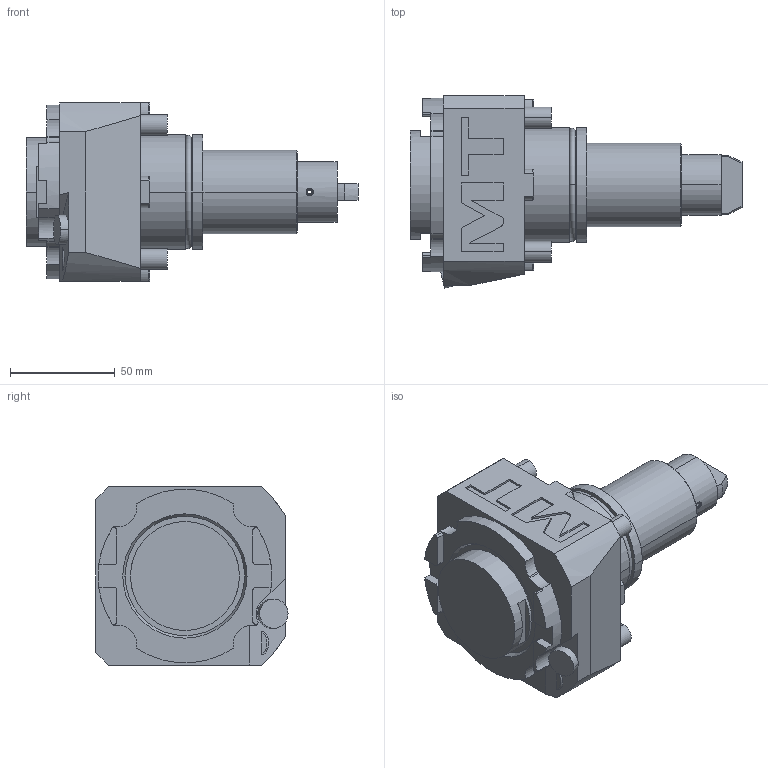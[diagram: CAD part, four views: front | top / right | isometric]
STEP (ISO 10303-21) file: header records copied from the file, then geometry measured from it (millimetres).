
FILE_DESCRIPTION((''),'2;1');
FILE_NAME('DWO3490425_CONF','2023-03-22T17:15:58',('smalpassi'),('M.T. srl'),'CREO PARAMETRIC BY PTC INC, 2021072','CREO PARAMETRIC BY PTC INC, 2021072','');
FILE_SCHEMA(('CONFIG_CONTROL_DESIGN'));
Length unit declared in the file: millimetre
Products named in the file (1): DWO3490425_CONF
Bounding box: 158.5 x 91.76 x 85 mm (x, y, z)
Volume: 482002.5 mm3; surface area: 52225.8 mm2
Topology: 1 solids, 1 shells, 219 faces, 567 edges, 376 vertices
Faces by surface type: plane 118, cylinder 74, cone 18, torus 5, extrusion 4
Entity records: 7031 total; most frequent: CARTESIAN_POINT 1490, DIRECTION 1165, ORIENTED_EDGE 1134, EDGE_CURVE 567, AXIS2_PLACEMENT_3D 415, VERTEX_POINT 376, VECTOR 335, LINE 331
